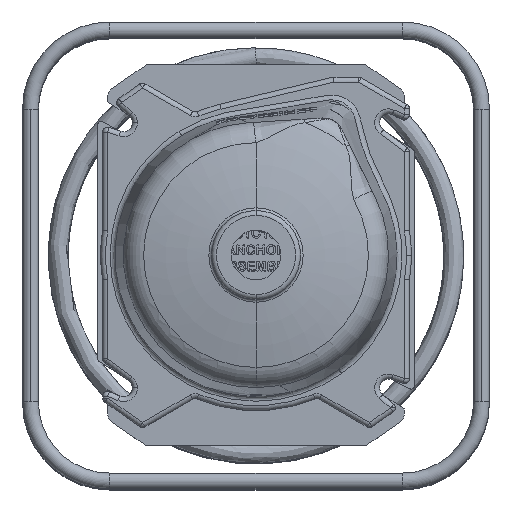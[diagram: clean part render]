
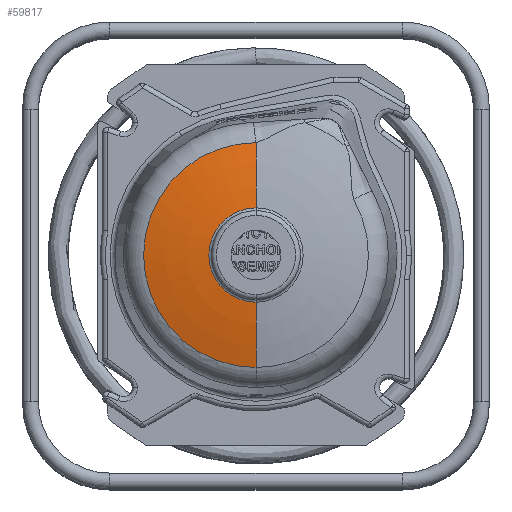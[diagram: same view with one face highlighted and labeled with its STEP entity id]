
A CAD part, top view. The second image highlights one B-rep face of the part: STEP entity #59817.
In plain terms, the highlighted toroidal (fillet/blend) face has major radius 9.116 mm and minor radius 507 mm.
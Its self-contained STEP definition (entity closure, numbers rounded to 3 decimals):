
#644 = VERTEX_POINT ( 'NONE', #53675 ) ;
#1414 = CARTESIAN_POINT ( 'NONE',  ( 0., 47.664, 138.146 ) ) ;
#2799 = ORIENTED_EDGE ( 'NONE', *, *, #8358, .T. ) ;
#3992 = ORIENTED_EDGE ( 'NONE', *, *, #10651, .F. ) ;
#6700 = ORIENTED_EDGE ( 'NONE', *, *, #95084, .T. ) ;
#8358 = EDGE_CURVE ( 'NONE', #34913, #88981, #75992, .T. ) ;
#8475 = CARTESIAN_POINT ( 'NONE',  ( -0.451, 113.625, 126.254 ) ) ;
#10651 = EDGE_CURVE ( 'NONE', #644, #16933, #33222, .T. ) ;
#11161 = EDGE_CURVE ( 'NONE', #19711, #16933, #25536, .T. ) ;
#14787 = CARTESIAN_POINT ( 'NONE',  ( 0., -9.116, -365.664 ) ) ;
#15872 = CARTESIAN_POINT ( 'NONE',  ( 0., 0., 126.254 ) ) ;
#16933 = VERTEX_POINT ( 'NONE', #8475 ) ;
#17378 = DIRECTION ( 'NONE',  ( 0., 0., -1. ) ) ;
#19711 = VERTEX_POINT ( 'NONE', #94167 ) ;
#21648 = AXIS2_PLACEMENT_3D ( 'NONE', #61882, #17378, #69249 ) ;
#22131 = FACE_OUTER_BOUND ( 'NONE', #90314, .T. ) ;
#22173 = DIRECTION ( 'NONE',  ( 0., 1., 0. ) ) ;
#23264 = DIRECTION ( 'NONE',  ( 0., 1., 0. ) ) ;
#23558 = CARTESIAN_POINT ( 'NONE',  ( 0., 113.745, 126.224 ) ) ;
#25536 = B_SPLINE_CURVE_WITH_KNOTS ( 'NONE', 3,
 ( #23558, #68055, #81794, #38583 ),
 .UNSPECIFIED., .F., .F.,
 ( 4, 4 ),
 ( 0.99, 1. ),
 .UNSPECIFIED. ) ;
#33222 = CIRCLE ( 'NONE', #47917, 113.626 ) ;
#34913 = VERTEX_POINT ( 'NONE', #37580 ) ;
#37580 = CARTESIAN_POINT ( 'NONE',  ( 0., -47.664, 138.146 ) ) ;
#38583 = CARTESIAN_POINT ( 'NONE',  ( -0.451, 113.625, 126.254 ) ) ;
#41725 = DIRECTION ( 'NONE',  ( 0., 0., 1. ) ) ;
#44244 = CARTESIAN_POINT ( 'NONE',  ( 0., 9.116, -365.664 ) ) ;
#47917 = AXIS2_PLACEMENT_3D ( 'NONE', #15872, #67758, #23264 ) ;
#48723 = EDGE_CURVE ( 'NONE', #19711, #88981, #85115, .T. ) ;
#51730 = DIRECTION ( 'NONE',  ( 0., -1., 0. ) ) ;
#53675 = CARTESIAN_POINT ( 'NONE',  ( 0., -113.626, 126.254 ) ) ;
#56072 = AXIS2_PLACEMENT_3D ( 'NONE', #14787, #66669, #22173 ) ;
#58781 = AXIS2_PLACEMENT_3D ( 'NONE', #85813, #41725, #93133 ) ;
#59817 = ADVANCED_FACE ( 'NONE', ( #22131 ), #78885, .T. ) ;
#61183 = ORIENTED_EDGE ( 'NONE', *, *, #48723, .F. ) ;
#61882 = CARTESIAN_POINT ( 'NONE',  ( 0., 0., 138.146 ) ) ;
#66669 = DIRECTION ( 'NONE',  ( 1., 0., 0. ) ) ;
#67758 = DIRECTION ( 'NONE',  ( 0., 0., -1. ) ) ;
#68055 = CARTESIAN_POINT ( 'NONE',  ( -0.15, 113.704, 126.234 ) ) ;
#68218 = CIRCLE ( 'NONE', #85891, 507. ) ;
#69249 = DIRECTION ( 'NONE',  ( 0., 1., 0. ) ) ;
#75992 = CIRCLE ( 'NONE', #21648, 47.664 ) ;
#78885 = TOROIDAL_SURFACE ( 'NONE', #58781, -9.116, 507. ) ;
#81794 = CARTESIAN_POINT ( 'NONE',  ( -0.301, 113.664, 126.244 ) ) ;
#85115 = CIRCLE ( 'NONE', #56072, 507. ) ;
#85813 = CARTESIAN_POINT ( 'NONE',  ( 0., 0., -365.664 ) ) ;
#85891 = AXIS2_PLACEMENT_3D ( 'NONE', #44244, #95631, #51730 ) ;
#88981 = VERTEX_POINT ( 'NONE', #1414 ) ;
#89499 = ORIENTED_EDGE ( 'NONE', *, *, #11161, .T. ) ;
#90314 = EDGE_LOOP ( 'NONE', ( #61183, #89499, #3992, #6700, #2799 ) ) ;
#93133 = DIRECTION ( 'NONE',  ( 0., -1., 0. ) ) ;
#94167 = CARTESIAN_POINT ( 'NONE',  ( 0., 113.745, 126.224 ) ) ;
#95084 = EDGE_CURVE ( 'NONE', #644, #34913, #68218, .T. ) ;
#95631 = DIRECTION ( 'NONE',  ( -1., 0., 0. ) ) ;
